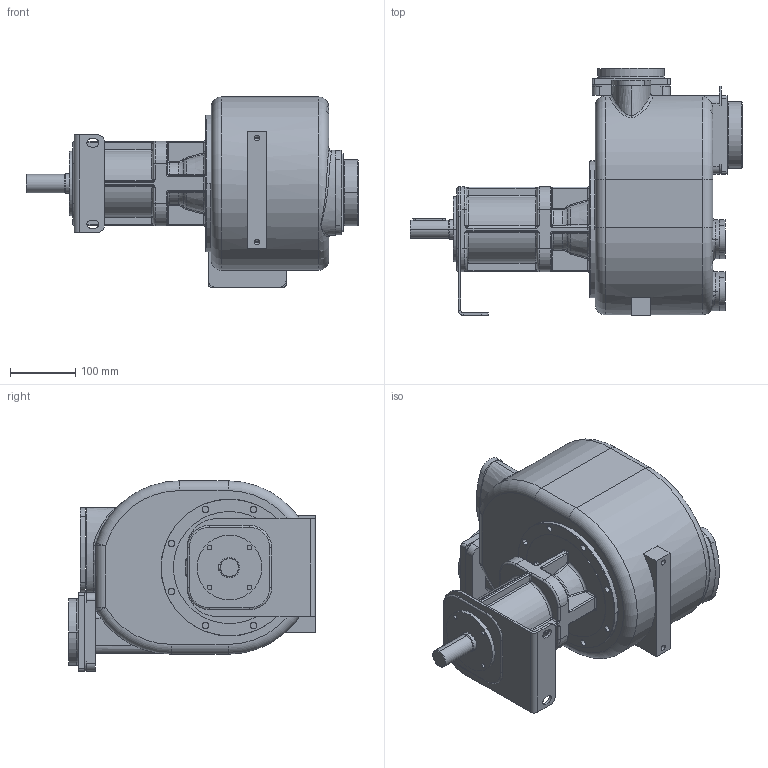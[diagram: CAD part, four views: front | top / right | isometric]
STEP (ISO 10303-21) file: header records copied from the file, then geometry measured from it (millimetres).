
FILE_DESCRIPTION((''),'2;1');
FILE_NAME('S_83_B','2018-03-02T16:48:28',('Nicola'),(''),'CREO PARAMETRIC BY PTC INC, 2017110','CREO PARAMETRIC BY PTC INC, 2017110','');
FILE_SCHEMA(('CONFIG_CONTROL_DESIGN'));
Length unit declared in the file: millimetre
Products named in the file (1): S_83_B
Bounding box: 509.5 x 379 x 292 mm (x, y, z)
Volume: 17214542.5 mm3; surface area: 653908 mm2
Topology: 2 solids, 2 shells, 655 faces, 1550 edges, 940 vertices
Faces by surface type: cylinder 294, plane 161, torus 88, bspline 82, cone 20, extrusion 6, sphere 4
Entity records: 28418 total; most frequent: CARTESIAN_POINT 13366, DIRECTION 3258, ORIENTED_EDGE 3092, EDGE_CURVE 1546, AXIS2_PLACEMENT_3D 1338, VERTEX_POINT 940, CIRCLE 765, EDGE_LOOP 734
